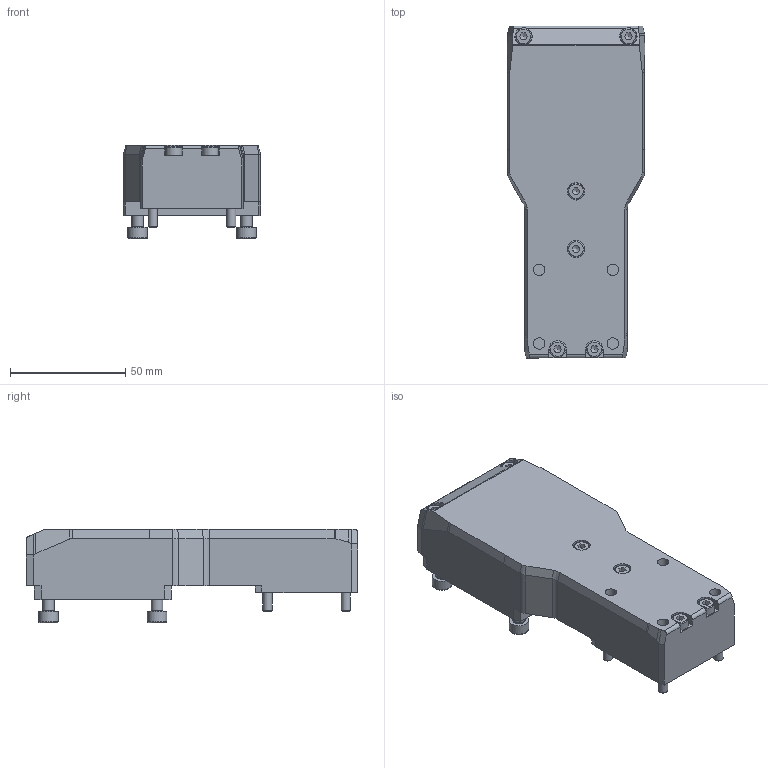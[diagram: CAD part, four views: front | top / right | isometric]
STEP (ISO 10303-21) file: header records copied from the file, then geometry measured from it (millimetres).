
FILE_DESCRIPTION(/* description */ (''),/* implementation_level */ '2;1');
FILE_NAME(/* name */ 'CAD_108265.stp',/* time_stamp */ '2021-01-19T10:31:59+01:00',/* author */ ('Hypex'),/* organization */ ('Hypex'),/* preprocessor_version */ 'ST-DEVELOPER v18',/* originating_system */ 'Autodesk Inventor 2020',/* authorisation */ '');
FILE_SCHEMA (('AUTOMOTIVE_DESIGN { 1 0 10303 214 3 1 1 }','AP242_MANAGED_MODEL_BASED_3D_ENGINEERING_MIM_LF { 1 0 10303 442 1 1 4 }'));
Length unit declared in the file: millimetre
Products named in the file (1): CAD_108265
Bounding box: 59.5 x 144 x 40.5 mm (x, y, z)
Volume: 197145.4 mm3; surface area: 32262.2 mm2
Topology: 1 solids, 5 shells, 282 faces, 789 edges, 547 vertices
Faces by surface type: plane 177, cylinder 51, cone 24, torus 22, bspline 8
Full cylindrical faces by diameter (mm): 4 x4, 4.2 x4, 4.917 x4, 5 x4, 7 x10, 7.5 x8, 8.5 x4, 34 x1, 38.1 x1
Entity records: 9415 total; most frequent: CARTESIAN_POINT 1861, ORIENTED_EDGE 1550, DIRECTION 1502, EDGE_CURVE 775, AXIS2_PLACEMENT_3D 554, VERTEX_POINT 547, LINE 394, VECTOR 394
